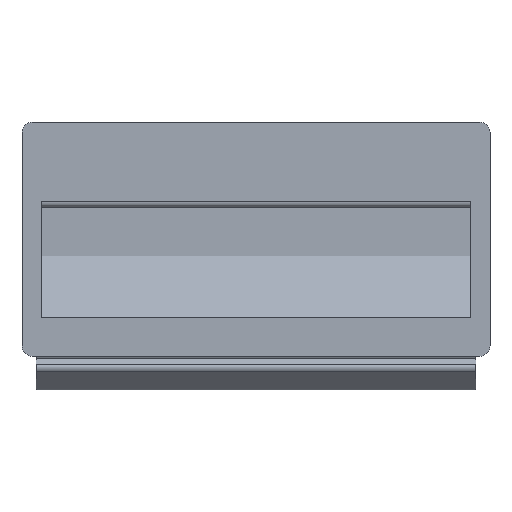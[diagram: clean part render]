
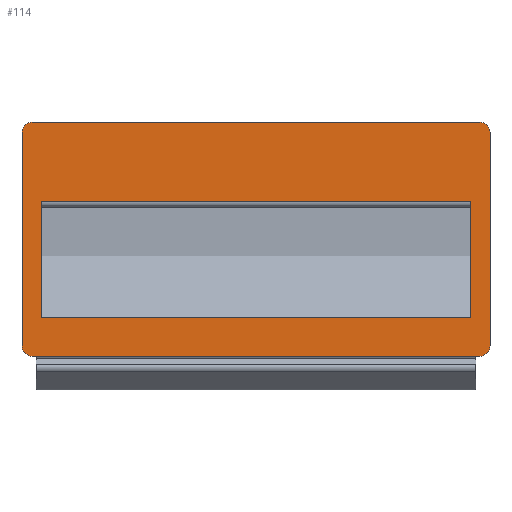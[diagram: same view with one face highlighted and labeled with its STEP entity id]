
A CAD part, top view. The second image highlights one B-rep face of the part: STEP entity #114.
In plain terms, the highlighted planar face has unit normal (0, 0, 1).
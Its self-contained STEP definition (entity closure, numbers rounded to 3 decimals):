
#114 = ADVANCED_FACE( '', ( #267, #268 ), #269, .F. );
#267 = FACE_OUTER_BOUND( '', #460, .T. );
#268 = FACE_BOUND( '', #461, .T. );
#269 = PLANE( '', #462 );
#460 = EDGE_LOOP( '', ( #740, #741, #742, #743, #744, #745, #746, #747 ) );
#461 = EDGE_LOOP( '', ( #748, #749, #750, #751 ) );
#462 = AXIS2_PLACEMENT_3D( '', #752, #753, #754 );
#740 = ORIENTED_EDGE( '', *, *, #1258, .F. );
#741 = ORIENTED_EDGE( '', *, *, #1259, .T. );
#742 = ORIENTED_EDGE( '', *, *, #1260, .T. );
#743 = ORIENTED_EDGE( '', *, *, #1230, .T. );
#744 = ORIENTED_EDGE( '', *, *, #1261, .T. );
#745 = ORIENTED_EDGE( '', *, *, #1212, .T. );
#746 = ORIENTED_EDGE( '', *, *, #1217, .T. );
#747 = ORIENTED_EDGE( '', *, *, #1262, .T. );
#748 = ORIENTED_EDGE( '', *, *, #1263, .T. );
#749 = ORIENTED_EDGE( '', *, *, #1264, .T. );
#750 = ORIENTED_EDGE( '', *, *, #1265, .F. );
#751 = ORIENTED_EDGE( '', *, *, #1266, .T. );
#752 = CARTESIAN_POINT( '', ( 167., 28., 22.5 ) );
#753 = DIRECTION( '', ( 0., 0., -1. ) );
#754 = DIRECTION( '', ( -1., 0., 0. ) );
#1212 = EDGE_CURVE( '', #1467, #1468, #1469, .T. );
#1217 = EDGE_CURVE( '', #1468, #1476, #1477, .T. );
#1230 = EDGE_CURVE( '', #1497, #1498, #1499, .T. );
#1258 = EDGE_CURVE( '', #1546, #1547, #1548, .T. );
#1259 = EDGE_CURVE( '', #1546, #1549, #1550, .T. );
#1260 = EDGE_CURVE( '', #1549, #1497, #1551, .T. );
#1261 = EDGE_CURVE( '', #1498, #1467, #1552, .T. );
#1262 = EDGE_CURVE( '', #1476, #1547, #1553, .T. );
#1263 = EDGE_CURVE( '', #1554, #1555, #1556, .T. );
#1264 = EDGE_CURVE( '', #1555, #1557, #1558, .T. );
#1265 = EDGE_CURVE( '', #1559, #1557, #1560, .T. );
#1266 = EDGE_CURVE( '', #1559, #1554, #1561, .T. );
#1467 = VERTEX_POINT( '', #1830 );
#1468 = VERTEX_POINT( '', #1831 );
#1469 = CIRCLE( '', #1832, 4. );
#1476 = VERTEX_POINT( '', #1841 );
#1477 = LINE( '', #1842, #1843 );
#1497 = VERTEX_POINT( '', #1870 );
#1498 = VERTEX_POINT( '', #1871 );
#1499 = CIRCLE( '', #1872, 4. );
#1546 = VERTEX_POINT( '', #1937 );
#1547 = VERTEX_POINT( '', #1938 );
#1548 = LINE( '', #1939, #1940 );
#1549 = VERTEX_POINT( '', #1941 );
#1550 = CIRCLE( '', #1942, 4. );
#1551 = LINE( '', #1943, #1944 );
#1552 = LINE( '', #1945, #1946 );
#1553 = CIRCLE( '', #1947, 4. );
#1554 = VERTEX_POINT( '', #1948 );
#1555 = VERTEX_POINT( '', #1949 );
#1556 = LINE( '', #1950, #1951 );
#1557 = VERTEX_POINT( '', #1952 );
#1558 = LINE( '', #1953, #1954 );
#1559 = VERTEX_POINT( '', #1955 );
#1560 = LINE( '', #1956, #1957 );
#1561 = LINE( '', #1958, #1959 );
#1830 = CARTESIAN_POINT( '', ( -3.5, 104., 22.5 ) );
#1831 = CARTESIAN_POINT( '', ( -7.5, 100., 22.5 ) );
#1832 = AXIS2_PLACEMENT_3D( '', #2245, #2246, #2247 );
#1841 = CARTESIAN_POINT( '', ( -7.5, 17., 22.5 ) );
#1842 = CARTESIAN_POINT( '', ( -7.5, 100., 22.5 ) );
#1843 = VECTOR( '', #2253, 1000. );
#1870 = CARTESIAN_POINT( '', ( 174.5, 100., 22.5 ) );
#1871 = CARTESIAN_POINT( '', ( 170.5, 104., 22.5 ) );
#1872 = AXIS2_PLACEMENT_3D( '', #2267, #2268, #2269 );
#1937 = CARTESIAN_POINT( '', ( 170.5, 13., 22.5 ) );
#1938 = CARTESIAN_POINT( '', ( -3.5, 13., 22.5 ) );
#1939 = CARTESIAN_POINT( '', ( 167., 13., 22.5 ) );
#1940 = VECTOR( '', #2306, 1000. );
#1941 = CARTESIAN_POINT( '', ( 174.5, 17., 22.5 ) );
#1942 = AXIS2_PLACEMENT_3D( '', #2307, #2308, #2309 );
#1943 = CARTESIAN_POINT( '', ( 174.5, 17., 22.5 ) );
#1944 = VECTOR( '', #2310, 1000. );
#1945 = CARTESIAN_POINT( '', ( 167., 104., 22.5 ) );
#1946 = VECTOR( '', #2311, 1000. );
#1947 = AXIS2_PLACEMENT_3D( '', #2312, #2313, #2314 );
#1948 = CARTESIAN_POINT( '', ( 167., 28., 22.5 ) );
#1949 = CARTESIAN_POINT( '', ( 0., 28., 22.5 ) );
#1950 = CARTESIAN_POINT( '', ( 167., 28., 22.5 ) );
#1951 = VECTOR( '', #2315, 1000. );
#1952 = CARTESIAN_POINT( '', ( 0., 73., 22.5 ) );
#1953 = CARTESIAN_POINT( '', ( 0., 13., 22.5 ) );
#1954 = VECTOR( '', #2316, 1000. );
#1955 = CARTESIAN_POINT( '', ( 167., 73., 22.5 ) );
#1956 = CARTESIAN_POINT( '', ( 167., 73., 22.5 ) );
#1957 = VECTOR( '', #2317, 1000. );
#1958 = CARTESIAN_POINT( '', ( 167., 104., 22.5 ) );
#1959 = VECTOR( '', #2318, 1000. );
#2245 = CARTESIAN_POINT( '', ( -3.5, 100., 22.5 ) );
#2246 = DIRECTION( '', ( 0., 0., 1. ) );
#2247 = DIRECTION( '', ( 1., 0., 0. ) );
#2253 = DIRECTION( '', ( 0., -1., 0. ) );
#2267 = CARTESIAN_POINT( '', ( 170.5, 100., 22.5 ) );
#2268 = DIRECTION( '', ( 0., 0., 1. ) );
#2269 = DIRECTION( '', ( 1., 0., 0. ) );
#2306 = DIRECTION( '', ( -1., 0., 0. ) );
#2307 = CARTESIAN_POINT( '', ( 170.5, 17., 22.5 ) );
#2308 = DIRECTION( '', ( 0., 0., 1. ) );
#2309 = DIRECTION( '', ( 1., 0., 0. ) );
#2310 = DIRECTION( '', ( 0., 1., 0. ) );
#2311 = DIRECTION( '', ( -1., 0., 0. ) );
#2312 = CARTESIAN_POINT( '', ( -3.5, 17., 22.5 ) );
#2313 = DIRECTION( '', ( 0., 0., 1. ) );
#2314 = DIRECTION( '', ( 1., 0., 0. ) );
#2315 = DIRECTION( '', ( -1., 0., 0. ) );
#2316 = DIRECTION( '', ( 0., 1., 0. ) );
#2317 = DIRECTION( '', ( -1., 0., 0. ) );
#2318 = DIRECTION( '', ( 0., -1., 0. ) );
